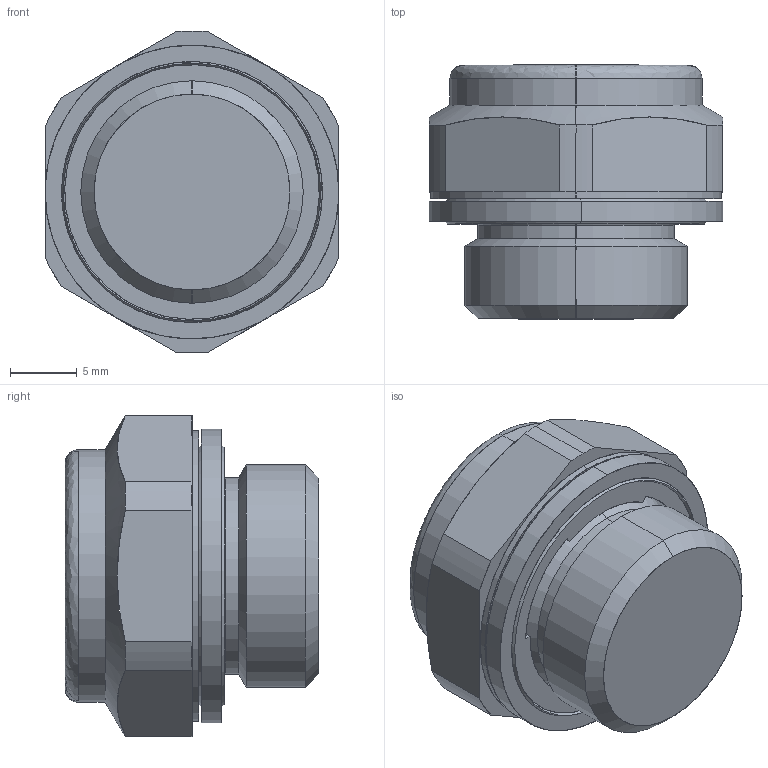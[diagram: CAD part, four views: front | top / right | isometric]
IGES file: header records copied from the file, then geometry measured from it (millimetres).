
Start section: SolidWorks IGES file using analytic representation for surfaces
Global section: file name: L_29000009.igs; native system: SolidWorks 2014; preprocessor: SolidWorks 2014; author: serviziopdm; date: 141031.140704; units: millimetre
Bounding box: 22 x 19 x 24.1 mm (x, y, z)
Surface area: 2450.7 mm2 (no closed solid volume)
Topology: 0 solids, 0 shells, 64 faces, 766 edges, 766 vertices
Faces by surface type: revolution 42, bspline 22
